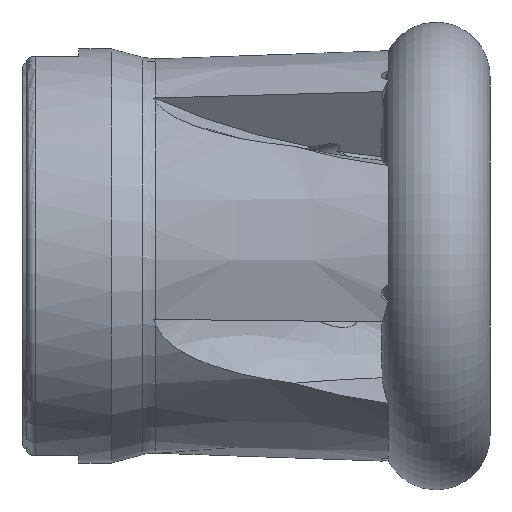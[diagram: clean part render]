
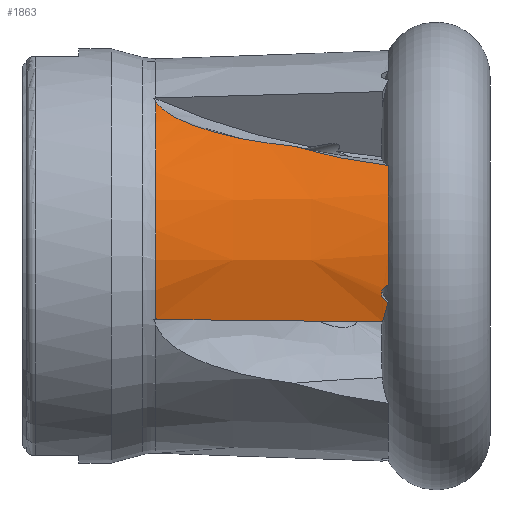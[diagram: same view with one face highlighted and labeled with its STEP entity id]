
A CAD part, front view. The second image highlights one B-rep face of the part: STEP entity #1863.
In plain terms, the highlighted conical face has half-angle 2 degrees and reference radius 22.814 mm.
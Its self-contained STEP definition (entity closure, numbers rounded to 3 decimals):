
#25 = B_SPLINE_CURVE_WITH_KNOTS ( 'NONE', 3,
 ( #4849, #4816, #4593, #4608, #4620, #4625 ),
 .UNSPECIFIED., .F., .F.,
 ( 4, 2, 4 ),
 ( 0., 0.005, 0.011 ),
 .UNSPECIFIED. ) ;
#90 = CARTESIAN_POINT ( 'NONE',  ( -32.257, -16.347, 14.769 ) ) ;
#91 = DIRECTION ( 'NONE',  ( 0., 0., -1. ) ) ;
#111 = CARTESIAN_POINT ( 'NONE',  ( -9.933, 0., 0. ) ) ;
#129 = DIRECTION ( 'NONE',  ( 1., 0., 0. ) ) ;
#187 = CARTESIAN_POINT ( 'NONE',  ( -35.455, -14.164, 16.729 ) ) ;
#260 = ORIENTED_EDGE ( 'NONE', *, *, #2775, .F. ) ;
#351 = ORIENTED_EDGE ( 'NONE', *, *, #2226, .T. ) ;
#455 = CARTESIAN_POINT ( 'NONE',  ( -25.5, -18.157, 12.888 ) ) ;
#589 = VERTEX_POINT ( 'NONE', #1593 ) ;
#759 = EDGE_LOOP ( 'NONE', ( #786, #1496, #260, #351, #3949, #3366, #1479 ) ) ;
#786 = ORIENTED_EDGE ( 'NONE', *, *, #4626, .F. ) ;
#811 = AXIS2_PLACEMENT_3D ( 'NONE', #4330, #4358, #4466 ) ;
#1006 = CARTESIAN_POINT ( 'NONE',  ( -9.933, -20.477, 10.048 ) ) ;
#1018 = CARTESIAN_POINT ( 'NONE',  ( -10.572, -21.58, -7.317 ) ) ;
#1062 = CARTESIAN_POINT ( 'NONE',  ( -10.167, -22.048, -5.86 ) ) ;
#1078 = CONICAL_SURFACE ( 'NONE', #811, 22.815, 0.035 ) ;
#1140 = AXIS2_PLACEMENT_3D ( 'NONE', #2913, #3798, #3806 ) ;
#1267 = CARTESIAN_POINT ( 'NONE',  ( -9.965, -22.227, -5.116 ) ) ;
#1451 = CARTESIAN_POINT ( 'NONE',  ( -9.965, -22.227, -5.116 ) ) ;
#1479 = ORIENTED_EDGE ( 'NONE', *, *, #3542, .T. ) ;
#1496 = ORIENTED_EDGE ( 'NONE', *, *, #1784, .F. ) ;
#1537 = VERTEX_POINT ( 'NONE', #1451 ) ;
#1581 = FACE_OUTER_BOUND ( 'NONE', #759, .T. ) ;
#1593 = CARTESIAN_POINT ( 'NONE',  ( -10.572, -21.58, -7.317 ) ) ;
#1687 = VERTEX_POINT ( 'NONE', #3784 ) ;
#1699 = CARTESIAN_POINT ( 'NONE',  ( -29.649, -17.248, 13.852 ) ) ;
#1714 = CARTESIAN_POINT ( 'NONE',  ( -10.37, -21.833, -6.594 ) ) ;
#1784 = EDGE_CURVE ( 'NONE', #4478, #4536, #25, .T. ) ;
#1863 = ADVANCED_FACE ( 'NONE', ( #1581 ), #1078, .T. ) ;
#1995 = B_SPLINE_CURVE_WITH_KNOTS ( 'NONE', 3,
 ( #3408, #3510, #3204, #3221, #3145, #3157, #3140, #2703, #2709, #2722 ),
 .UNSPECIFIED., .F., .F.,
 ( 4, 2, 2, 2, 4 ),
 ( 0., 0.001, 0.002, 0.002, 0.003 ),
 .UNSPECIFIED. ) ;
#2119 = EDGE_CURVE ( 'NONE', #589, #1537, #4789, .T. ) ;
#2226 = EDGE_CURVE ( 'NONE', #3950, #5040, #3148, .T. ) ;
#2306 = CARTESIAN_POINT ( 'NONE',  ( -20.496, -18.832, 12.203 ) ) ;
#2372 = CARTESIAN_POINT ( 'NONE',  ( -35.768, -20.743, -7.045 ) ) ;
#2410 = CARTESIAN_POINT ( 'NONE',  ( -27.369, -21.022, -7.135 ) ) ;
#2459 = CARTESIAN_POINT ( 'NONE',  ( -18.971, -21.301, -7.226 ) ) ;
#2703 = CARTESIAN_POINT ( 'NONE',  ( -10.349, -22.546, -3.363 ) ) ;
#2704 = AXIS2_PLACEMENT_3D ( 'NONE', #111, #129, #91 ) ;
#2709 = CARTESIAN_POINT ( 'NONE',  ( -10.15, -22.571, -3.238 ) ) ;
#2722 = CARTESIAN_POINT ( 'NONE',  ( -9.933, -22.585, -3.191 ) ) ;
#2724 = CARTESIAN_POINT ( 'NONE',  ( -10.572, -21.58, -7.317 ) ) ;
#2775 = EDGE_CURVE ( 'NONE', #3950, #4478, #4068, .T. ) ;
#2880 = CARTESIAN_POINT ( 'NONE',  ( -20.496, -18.832, 12.203 ) ) ;
#2913 = CARTESIAN_POINT ( 'NONE',  ( -35.768, 0., 0. ) ) ;
#3033 = CARTESIAN_POINT ( 'NONE',  ( -35.631, -13.916, 16.929 ) ) ;
#3140 = CARTESIAN_POINT ( 'NONE',  ( -10.626, -22.483, -3.703 ) ) ;
#3145 = CARTESIAN_POINT ( 'NONE',  ( -10.712, -22.363, -4.357 ) ) ;
#3148 = CIRCLE ( 'NONE', #1140, 21.907 ) ;
#3149 = CARTESIAN_POINT ( 'NONE',  ( -27.603, -17.751, 13.32 ) ) ;
#3157 = CARTESIAN_POINT ( 'NONE',  ( -10.705, -22.443, -3.922 ) ) ;
#3204 = CARTESIAN_POINT ( 'NONE',  ( -10.374, -22.256, -4.927 ) ) ;
#3221 = CARTESIAN_POINT ( 'NONE',  ( -10.64, -22.321, -4.578 ) ) ;
#3236 = CARTESIAN_POINT ( 'NONE',  ( -33.479, -15.771, 15.325 ) ) ;
#3366 = ORIENTED_EDGE ( 'NONE', *, *, #2119, .T. ) ;
#3381 = CARTESIAN_POINT ( 'NONE',  ( -28.292, -17.597, 13.485 ) ) ;
#3408 = CARTESIAN_POINT ( 'NONE',  ( -9.965, -22.227, -5.116 ) ) ;
#3435 = CARTESIAN_POINT ( 'NONE',  ( -30.317, -17.054, 14.055 ) ) ;
#3508 = CARTESIAN_POINT ( 'NONE',  ( -31.62, -16.602, 14.515 ) ) ;
#3510 = CARTESIAN_POINT ( 'NONE',  ( -10.179, -22.233, -5.058 ) ) ;
#3542 = EDGE_CURVE ( 'NONE', #1537, #1687, #1995, .T. ) ;
#3587 = CARTESIAN_POINT ( 'NONE',  ( -21.939, -18.679, 12.347 ) ) ;
#3784 = CARTESIAN_POINT ( 'NONE',  ( -9.933, -22.585, -3.191 ) ) ;
#3798 = DIRECTION ( 'NONE',  ( 1., 0., 0. ) ) ;
#3806 = DIRECTION ( 'NONE',  ( 0., 0., -1. ) ) ;
#3942 = B_SPLINE_CURVE_WITH_KNOTS ( 'NONE', 3,
 ( #2724, #2459, #2410, #2372 ),
 .UNSPECIFIED., .F., .F.,
 ( 4, 4 ),
 ( 0.001, 0.026 ),
 .UNSPECIFIED. ) ;
#3949 = ORIENTED_EDGE ( 'NONE', *, *, #4406, .F. ) ;
#3950 = VERTEX_POINT ( 'NONE', #5077 ) ;
#3974 = CARTESIAN_POINT ( 'NONE',  ( -35.768, -20.743, -7.045 ) ) ;
#4068 = B_SPLINE_CURVE_WITH_KNOTS ( 'NONE', 3,
 ( #4557, #3033, #187, #4318, #4309, #4737, #3236, #4139, #90, #3508, #4409, #3435, #1699, #3381, #3149, #4542, #455, #4928, #3587, #2880 ),
 .UNSPECIFIED., .F., .F.,
 ( 4, 2, 2, 2, 2, 2, 2, 2, 2, 4 ),
 ( 0., 0.001, 0.002, 0.004, 0.005, 0.007, 0.009, 0.011, 0.013, 0.017 ),
 .UNSPECIFIED. ) ;
#4139 = CARTESIAN_POINT ( 'NONE',  ( -32.57, -16.21, 14.903 ) ) ;
#4309 = CARTESIAN_POINT ( 'NONE',  ( -34.81, -14.843, 16.16 ) ) ;
#4318 = CARTESIAN_POINT ( 'NONE',  ( -35.045, -14.627, 16.345 ) ) ;
#4330 = CARTESIAN_POINT ( 'NONE',  ( -9.781, 0., 0. ) ) ;
#4358 = DIRECTION ( 'NONE',  ( 1., 0., 0. ) ) ;
#4406 = EDGE_CURVE ( 'NONE', #589, #5040, #3942, .T. ) ;
#4409 = CARTESIAN_POINT ( 'NONE',  ( -31.297, -16.721, 14.395 ) ) ;
#4466 = DIRECTION ( 'NONE',  ( 0., 0., -1. ) ) ;
#4478 = VERTEX_POINT ( 'NONE', #2306 ) ;
#4536 = VERTEX_POINT ( 'NONE', #1006 ) ;
#4542 = CARTESIAN_POINT ( 'NONE',  ( -26.207, -18.032, 13.022 ) ) ;
#4557 = CARTESIAN_POINT ( 'NONE',  ( -35.768, -13.643, 17.14 ) ) ;
#4593 = CARTESIAN_POINT ( 'NONE',  ( -17.053, -19.553, 11.263 ) ) ;
#4608 = CARTESIAN_POINT ( 'NONE',  ( -13.521, -20.092, 10.54 ) ) ;
#4620 = CARTESIAN_POINT ( 'NONE',  ( -11.736, -20.305, 10.254 ) ) ;
#4625 = CARTESIAN_POINT ( 'NONE',  ( -9.933, -20.477, 10.048 ) ) ;
#4626 = EDGE_CURVE ( 'NONE', #4536, #1687, #4921, .T. ) ;
#4737 = CARTESIAN_POINT ( 'NONE',  ( -34.049, -15.441, 15.633 ) ) ;
#4789 =( BOUNDED_CURVE ( )  B_SPLINE_CURVE ( 3, ( #1018, #1714, #1062, #1267 ),
 .UNSPECIFIED., .F., .F. ) 
 B_SPLINE_CURVE_WITH_KNOTS ( ( 4, 4 ),
 ( 4.69, 4.791 ),
 .UNSPECIFIED. ) 
 CURVE ( )  GEOMETRIC_REPRESENTATION_ITEM ( )  RATIONAL_B_SPLINE_CURVE ( ( 1., 0.999, 0.999, 1. ) ) 
 REPRESENTATION_ITEM ( '' )  );
#4816 = CARTESIAN_POINT ( 'NONE',  ( -18.79, -19.23, 11.699 ) ) ;
#4849 = CARTESIAN_POINT ( 'NONE',  ( -20.496, -18.832, 12.203 ) ) ;
#4921 = CIRCLE ( 'NONE', #2704, 22.809 ) ;
#4928 = CARTESIAN_POINT ( 'NONE',  ( -23.372, -18.498, 12.53 ) ) ;
#5040 = VERTEX_POINT ( 'NONE', #3974 ) ;
#5077 = CARTESIAN_POINT ( 'NONE',  ( -35.768, -13.643, 17.14 ) ) ;
